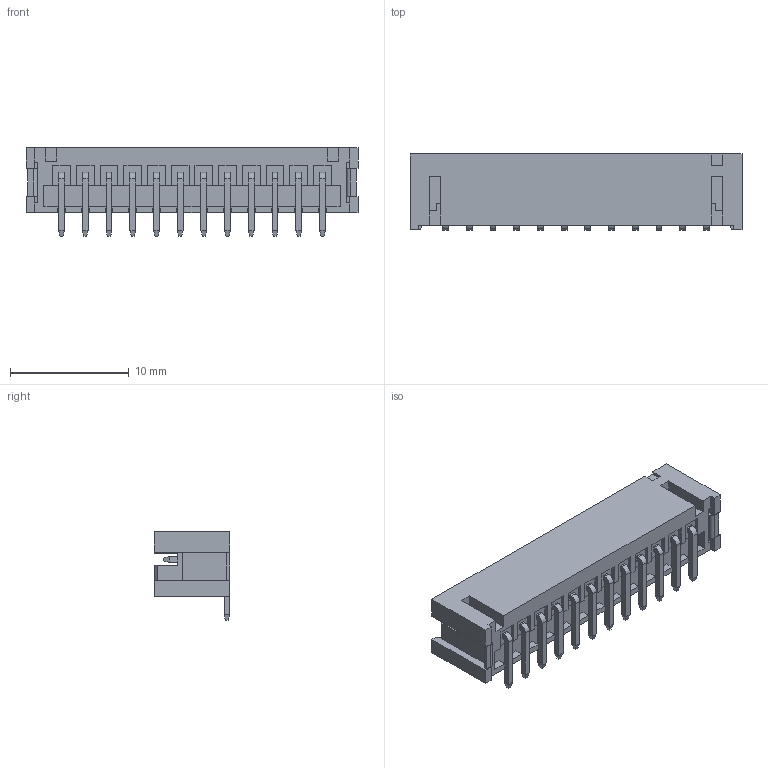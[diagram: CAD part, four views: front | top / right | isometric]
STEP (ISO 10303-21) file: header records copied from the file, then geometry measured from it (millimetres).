
FILE_DESCRIPTION (( 'STEP AP203' ), '1' );
FILE_NAME ('140-512-417-011.STEP', '2020-03-31T20:06:22', ( '' ), ( '' ), 'SwSTEP 2.0', 'SolidWorks 2016', '' );
FILE_SCHEMA (( 'CONFIG_CONTROL_DESIGN' ));
Length unit declared in the file: millimetre
Products named in the file (4): V SMT Housing_512; 140-512-417-011; V SMT Pad; V SMT Contact
Assembly tree (15 placements, depth 2):
  140-512-417-011
    V SMT Housing_512
    V SMT Contact  x12
    V SMT Pad  x2
Bounding box: 28 x 6.4 x 7.5 mm (x, y, z)
Volume: 403 mm3; surface area: 1458.8 mm2
Topology: 15 solids, 15 shells, 556 faces, 1388 edges, 858 vertices
Faces by surface type: plane 528, cylinder 28
Entity records: 10486 total; most frequent: CARTESIAN_POINT 1756, ORIENTED_EDGE 1736, DIRECTION 1512, EDGE_CURVE 868, LINE 860, VECTOR 860, VERTEX_POINT 570, AXIS2_PLACEMENT_3D 326
